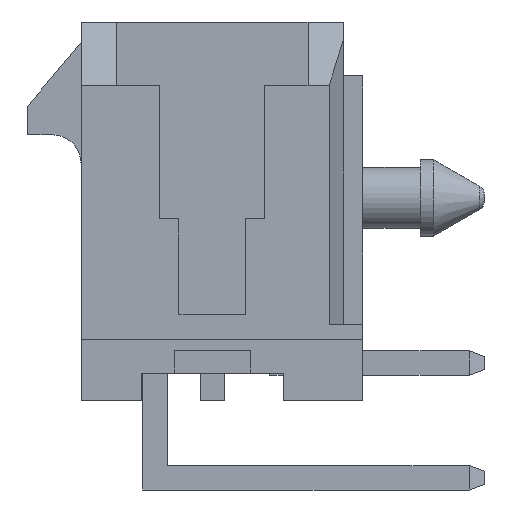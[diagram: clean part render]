
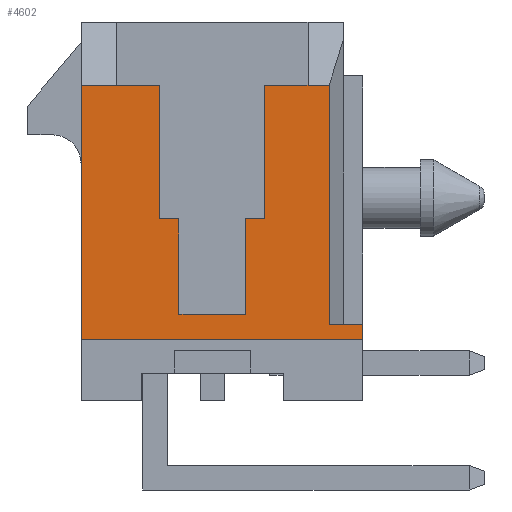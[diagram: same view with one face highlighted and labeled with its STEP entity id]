
A CAD part, left-side view. The second image highlights one B-rep face of the part: STEP entity #4602.
In plain terms, the highlighted planar face has unit normal (-1, 0, 0).
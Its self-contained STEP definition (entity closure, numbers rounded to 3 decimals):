
#1=DIRECTION('',(0.,0.,-1.));
#2=VECTOR('',#1,3.5);
#3=CARTESIAN_POINT('',(-7.825,-1.375,3.3));
#4=LINE('',#3,#2);
#5=DIRECTION('',(0.,1.,0.));
#6=VECTOR('',#5,1.125);
#7=CARTESIAN_POINT('',(-7.825,-2.5,3.3));
#8=LINE('',#7,#6);
#9=DIRECTION('',(0.,-1.,0.));
#10=VECTOR('',#9,0.555);
#11=CARTESIAN_POINT('',(-7.825,-2.5,3.3));
#12=LINE('',#11,#10);
#13=DIRECTION('',(0.,0.,-1.));
#14=VECTOR('',#13,6.26);
#15=CARTESIAN_POINT('',(-7.825,-3.055,3.3));
#16=LINE('',#15,#14);
#17=DIRECTION('',(0.,0.,-1.));
#18=VECTOR('',#17,0.4);
#19=CARTESIAN_POINT('',(-7.825,-3.935,-2.96));
#20=LINE('',#19,#18);
#21=DIRECTION('',(0.,1.,0.));
#22=VECTOR('',#21,7.37);
#23=CARTESIAN_POINT('',(-7.825,-3.935,-3.36));
#24=LINE('',#23,#22);
#25=DIRECTION('',(0.,0.,1.));
#26=VECTOR('',#25,6.66);
#27=CARTESIAN_POINT('',(-7.825,3.435,-3.36));
#28=LINE('',#27,#26);
#29=DIRECTION('',(0.,-1.,0.));
#30=VECTOR('',#29,0.935);
#31=CARTESIAN_POINT('',(-7.825,3.435,3.3));
#32=LINE('',#31,#30);
#33=DIRECTION('',(0.,1.,0.));
#34=VECTOR('',#33,1.125);
#35=CARTESIAN_POINT('',(-7.825,1.375,3.3));
#36=LINE('',#35,#34);
#37=DIRECTION('',(0.,0.,-1.));
#38=VECTOR('',#37,3.5);
#39=CARTESIAN_POINT('',(-7.825,1.375,3.3));
#40=LINE('',#39,#38);
#41=DIRECTION('',(0.,1.,0.));
#42=VECTOR('',#41,0.5);
#43=CARTESIAN_POINT('',(-7.825,0.875,-0.2));
#44=LINE('',#43,#42);
#45=DIRECTION('',(0.,0.,1.));
#46=VECTOR('',#45,2.5);
#47=CARTESIAN_POINT('',(-7.825,0.875,-2.7));
#48=LINE('',#47,#46);
#49=DIRECTION('',(0.,1.,0.));
#50=VECTOR('',#49,1.75);
#51=CARTESIAN_POINT('',(-7.825,-0.875,-2.7));
#52=LINE('',#51,#50);
#53=DIRECTION('',(0.,0.,-1.));
#54=VECTOR('',#53,2.5);
#55=CARTESIAN_POINT('',(-7.825,-0.875,-0.2));
#56=LINE('',#55,#54);
#57=DIRECTION('',(0.,1.,0.));
#58=VECTOR('',#57,0.5);
#59=CARTESIAN_POINT('',(-7.825,-1.375,-0.2));
#60=LINE('',#59,#58);
#2503=DIRECTION('',(0.,1.,0.));
#2504=VECTOR('',#2503,0.88);
#2505=CARTESIAN_POINT('',(-7.825,-3.935,-2.96));
#2506=LINE('',#2505,#2504);
#3486=CARTESIAN_POINT('',(-7.825,3.435,3.3));
#3488=VERTEX_POINT('',#3486);
#3531=CARTESIAN_POINT('',(-7.825,-3.935,-2.96));
#3532=CARTESIAN_POINT('',(-7.825,-3.055,-2.96));
#3533=VERTEX_POINT('',#3531);
#3534=VERTEX_POINT('',#3532);
#3539=CARTESIAN_POINT('',(-7.825,2.5,3.3));
#3540=VERTEX_POINT('',#3539);
#3541=CARTESIAN_POINT('',(-7.825,-2.5,3.3));
#3542=VERTEX_POINT('',#3541);
#3543=CARTESIAN_POINT('',(-7.825,-3.055,3.3));
#3544=VERTEX_POINT('',#3543);
#3767=CARTESIAN_POINT('',(-7.825,-1.375,3.3));
#3768=CARTESIAN_POINT('',(-7.825,-1.375,-0.2));
#3769=VERTEX_POINT('',#3767);
#3770=VERTEX_POINT('',#3768);
#3771=CARTESIAN_POINT('',(-7.825,-0.875,-0.2));
#3772=VERTEX_POINT('',#3771);
#3773=CARTESIAN_POINT('',(-7.825,-0.875,-2.7));
#3774=VERTEX_POINT('',#3773);
#3775=CARTESIAN_POINT('',(-7.825,0.875,-2.7));
#3776=VERTEX_POINT('',#3775);
#3777=CARTESIAN_POINT('',(-7.825,0.875,-0.2));
#3778=VERTEX_POINT('',#3777);
#3779=CARTESIAN_POINT('',(-7.825,1.375,-0.2));
#3780=VERTEX_POINT('',#3779);
#3781=CARTESIAN_POINT('',(-7.825,1.375,3.3));
#3782=VERTEX_POINT('',#3781);
#4461=CARTESIAN_POINT('',(-7.825,-3.935,-3.36));
#4462=CARTESIAN_POINT('',(-7.825,3.435,-3.36));
#4463=VERTEX_POINT('',#4461);
#4464=VERTEX_POINT('',#4462);
#4563=CARTESIAN_POINT('',(-7.825,0.,0.));
#4564=DIRECTION('',(1.,0.,0.));
#4565=DIRECTION('',(0.,0.,-1.));
#4566=AXIS2_PLACEMENT_3D('',#4563,#4564,#4565);
#4567=PLANE('',#4566);
#4569=ORIENTED_EDGE('',*,*,#4568,.F.);
#4571=ORIENTED_EDGE('',*,*,#4570,.F.);
#4573=ORIENTED_EDGE('',*,*,#4572,.T.);
#4575=ORIENTED_EDGE('',*,*,#4574,.T.);
#4577=ORIENTED_EDGE('',*,*,#4576,.F.);
#4579=ORIENTED_EDGE('',*,*,#4578,.T.);
#4581=ORIENTED_EDGE('',*,*,#4580,.T.);
#4583=ORIENTED_EDGE('',*,*,#4582,.T.);
#4585=ORIENTED_EDGE('',*,*,#4584,.T.);
#4587=ORIENTED_EDGE('',*,*,#4586,.F.);
#4589=ORIENTED_EDGE('',*,*,#4588,.T.);
#4591=ORIENTED_EDGE('',*,*,#4590,.F.);
#4593=ORIENTED_EDGE('',*,*,#4592,.F.);
#4595=ORIENTED_EDGE('',*,*,#4594,.F.);
#4597=ORIENTED_EDGE('',*,*,#4596,.F.);
#4599=ORIENTED_EDGE('',*,*,#4598,.F.);
#4600=EDGE_LOOP('',(#4569,#4571,#4573,#4575,#4577,#4579,#4581,#4583,#4585,#4587,
#4589,#4591,#4593,#4595,#4597,#4599));
#4601=FACE_OUTER_BOUND('',#4600,.F.);
#4602=ADVANCED_FACE('',(#4601),#4567,.F.);
#4568=EDGE_CURVE('',#3769,#3770,#4,.T.);
#4570=EDGE_CURVE('',#3542,#3769,#8,.T.);
#4572=EDGE_CURVE('',#3542,#3544,#12,.T.);
#4574=EDGE_CURVE('',#3544,#3534,#16,.T.);
#4576=EDGE_CURVE('',#3533,#3534,#2506,.T.);
#4578=EDGE_CURVE('',#3533,#4463,#20,.T.);
#4580=EDGE_CURVE('',#4463,#4464,#24,.T.);
#4582=EDGE_CURVE('',#4464,#3488,#28,.T.);
#4584=EDGE_CURVE('',#3488,#3540,#32,.T.);
#4586=EDGE_CURVE('',#3782,#3540,#36,.T.);
#4588=EDGE_CURVE('',#3782,#3780,#40,.T.);
#4590=EDGE_CURVE('',#3778,#3780,#44,.T.);
#4592=EDGE_CURVE('',#3776,#3778,#48,.T.);
#4594=EDGE_CURVE('',#3774,#3776,#52,.T.);
#4596=EDGE_CURVE('',#3772,#3774,#56,.T.);
#4598=EDGE_CURVE('',#3770,#3772,#60,.T.);
